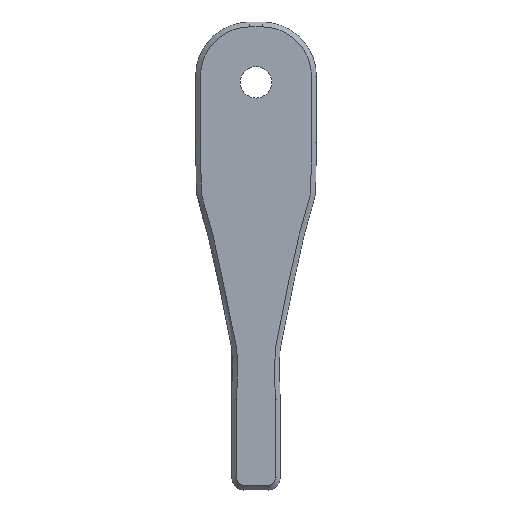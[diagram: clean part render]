
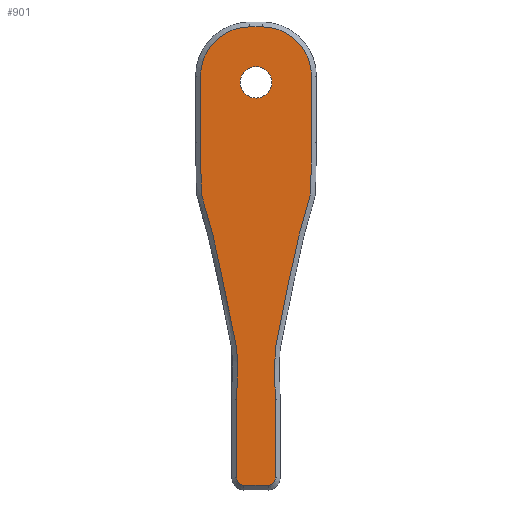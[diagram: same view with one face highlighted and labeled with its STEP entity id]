
A CAD part, top view. The second image highlights one B-rep face of the part: STEP entity #901.
In plain terms, the highlighted planar face has unit normal (0, 0, 1).
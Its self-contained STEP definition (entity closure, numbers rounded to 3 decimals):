
#41=FACE_BOUND('',#183,.T.);
#55=B_SPLINE_CURVE_WITH_KNOTS('',3,(#1860,#1861,#1862,#1863,#1864,#1865,
#1866,#1867,#1868,#1869,#1870,#1871,#1872,#1873,#1874,#1875,#1876,#1877,
#1878,#1879,#1880,#1881,#1882,#1883,#1884),.UNSPECIFIED.,.F.,.F.,(4,1,1,
1,1,1,1,1,1,1,1,1,1,1,1,1,1,1,1,1,1,1,4),(-1.,-0.964,
-0.929,-0.857,-0.821,-0.804,
-0.786,-0.75,-0.732,-0.714,
-0.679,-0.643,-0.607,-0.571,
-0.5,-0.429,-0.357,-0.286,
-0.25,-0.214,-0.143,-0.071,
0.),.UNSPECIFIED.);
#57=B_SPLINE_CURVE_WITH_KNOTS('',3,(#2029,#2030,#2031,#2032,#2033,#2034,
#2035,#2036,#2037,#2038,#2039,#2040,#2041,#2042,#2043,#2044,#2045,#2046,
#2047,#2048,#2049,#2050,#2051,#2052,#2053,#2054,#2055),.UNSPECIFIED.,.F.,
 .F.,(4,1,1,1,1,1,1,1,1,1,1,1,1,1,1,1,1,1,1,1,1,1,1,1,4),(0.,
0.071,0.143,0.214,0.25,
0.286,0.304,0.321,0.33,0.339,
0.357,0.429,0.5,0.571,
0.607,0.643,0.679,0.714,
0.75,0.786,0.821,0.857,
0.929,0.964,1.),.UNSPECIFIED.);
#90=PLANE('',#980);
#126=FACE_OUTER_BOUND('',#182,.T.);
#182=EDGE_LOOP('',(#727,#728,#729,#730,#731,#732,#733,#734,#735,#736,#737,
#738));
#183=EDGE_LOOP('',(#739));
#235=LINE('',#1890,#302);
#239=LINE('',#1902,#306);
#243=LINE('',#1914,#310);
#244=LINE('',#2085,#311);
#250=LINE('',#2100,#317);
#253=LINE('',#2109,#320);
#302=VECTOR('',#1081,10.);
#306=VECTOR('',#1093,10.);
#310=VECTOR('',#1105,10.);
#311=VECTOR('',#1108,10.);
#317=VECTOR('',#1122,10.);
#320=VECTOR('',#1133,10.);
#346=CIRCLE('',#947,2.6);
#350=CIRCLE('',#960,8.2);
#352=CIRCLE('',#964,8.2);
#354=CIRCLE('',#969,1.2);
#356=CIRCLE('',#973,1.2);
#397=VERTEX_POINT('',#1393);
#408=VERTEX_POINT('',#1826);
#411=VERTEX_POINT('',#1858);
#413=VERTEX_POINT('',#1888);
#415=VERTEX_POINT('',#1894);
#417=VERTEX_POINT('',#1900);
#419=VERTEX_POINT('',#1906);
#421=VERTEX_POINT('',#1912);
#423=VERTEX_POINT('',#2024);
#424=VERTEX_POINT('',#2084);
#426=VERTEX_POINT('',#2090);
#428=VERTEX_POINT('',#2096);
#430=VERTEX_POINT('',#2102);
#479=EDGE_CURVE('',#397,#397,#346,.T.);
#502=EDGE_CURVE('',#411,#408,#55,.T.);
#505=EDGE_CURVE('',#413,#411,#235,.T.);
#508=EDGE_CURVE('',#415,#413,#350,.T.);
#511=EDGE_CURVE('',#417,#415,#239,.T.);
#514=EDGE_CURVE('',#419,#417,#352,.T.);
#517=EDGE_CURVE('',#421,#419,#243,.T.);
#519=EDGE_CURVE('',#423,#421,#57,.T.);
#521=EDGE_CURVE('',#408,#424,#244,.T.);
#526=EDGE_CURVE('',#424,#426,#354,.T.);
#529=EDGE_CURVE('',#426,#428,#250,.T.);
#532=EDGE_CURVE('',#428,#430,#356,.T.);
#534=EDGE_CURVE('',#430,#423,#253,.T.);
#727=ORIENTED_EDGE('',*,*,#502,.F.);
#728=ORIENTED_EDGE('',*,*,#505,.F.);
#729=ORIENTED_EDGE('',*,*,#508,.F.);
#730=ORIENTED_EDGE('',*,*,#511,.F.);
#731=ORIENTED_EDGE('',*,*,#514,.F.);
#732=ORIENTED_EDGE('',*,*,#517,.F.);
#733=ORIENTED_EDGE('',*,*,#519,.F.);
#734=ORIENTED_EDGE('',*,*,#534,.F.);
#735=ORIENTED_EDGE('',*,*,#532,.F.);
#736=ORIENTED_EDGE('',*,*,#529,.F.);
#737=ORIENTED_EDGE('',*,*,#526,.F.);
#738=ORIENTED_EDGE('',*,*,#521,.F.);
#739=ORIENTED_EDGE('',*,*,#479,.T.);
#901=ADVANCED_FACE('',(#126,#41),#90,.F.);
#947=AXIS2_PLACEMENT_3D('',#1395,#1044,#1045);
#960=AXIS2_PLACEMENT_3D('',#1896,#1087,#1088);
#964=AXIS2_PLACEMENT_3D('',#1908,#1099,#1100);
#969=AXIS2_PLACEMENT_3D('',#2094,#1116,#1117);
#973=AXIS2_PLACEMENT_3D('',#2106,#1128,#1129);
#980=AXIS2_PLACEMENT_3D('',#2172,#1151,#1152);
#1044=DIRECTION('center_axis',(0.,0.,-1.));
#1045=DIRECTION('ref_axis',(1.,0.,0.));
#1081=DIRECTION('',(0.,-1.,0.));
#1087=DIRECTION('center_axis',(0.,0.,-1.));
#1088=DIRECTION('ref_axis',(0.707,0.707,0.));
#1093=DIRECTION('',(1.,0.,0.));
#1099=DIRECTION('center_axis',(0.,0.,-1.));
#1100=DIRECTION('ref_axis',(-0.707,0.707,0.));
#1105=DIRECTION('',(0.,1.,0.));
#1108=DIRECTION('',(0.,-1.,0.));
#1116=DIRECTION('center_axis',(0.,0.,-1.));
#1117=DIRECTION('ref_axis',(0.707,-0.707,0.));
#1122=DIRECTION('',(-1.,0.,0.));
#1128=DIRECTION('center_axis',(0.,0.,-1.));
#1129=DIRECTION('ref_axis',(-0.707,-0.707,0.));
#1133=DIRECTION('',(0.,1.,0.));
#1151=DIRECTION('center_axis',(0.,0.,-1.));
#1152=DIRECTION('ref_axis',(1.,0.,0.));
#1393=CARTESIAN_POINT('',(-197.662,362.,-26.5));
#1395=CARTESIAN_POINT('Origin',(-195.062,362.,-26.5));
#1826=CARTESIAN_POINT('',(-191.862,309.501,-26.5));
#1858=CARTESIAN_POINT('',(-185.862,352.,-26.5));
#1860=CARTESIAN_POINT('Ctrl Pts',(-185.862,352.,-26.5));
#1861=CARTESIAN_POINT('Ctrl Pts',(-185.862,351.76,-26.5));
#1862=CARTESIAN_POINT('Ctrl Pts',(-185.871,351.071,-26.5));
#1863=CARTESIAN_POINT('Ctrl Pts',(-185.917,349.02,-26.5));
#1864=CARTESIAN_POINT('Ctrl Pts',(-185.962,346.538,-26.5));
#1865=CARTESIAN_POINT('Ctrl Pts',(-185.982,344.937,-26.5));
#1866=CARTESIAN_POINT('Ctrl Pts',(-186.001,344.232,-26.5));
#1867=CARTESIAN_POINT('Ctrl Pts',(-186.033,343.66,-26.5));
#1868=CARTESIAN_POINT('Ctrl Pts',(-186.097,343.206,-26.5));
#1869=CARTESIAN_POINT('Ctrl Pts',(-186.239,342.599,-26.5));
#1870=CARTESIAN_POINT('Ctrl Pts',(-186.436,341.873,-26.5));
#1871=CARTESIAN_POINT('Ctrl Pts',(-186.774,340.747,-26.5));
#1872=CARTESIAN_POINT('Ctrl Pts',(-187.242,339.2,-26.5));
#1873=CARTESIAN_POINT('Ctrl Pts',(-187.674,337.709,-26.5));
#1874=CARTESIAN_POINT('Ctrl Pts',(-188.101,336.055,-26.5));
#1875=CARTESIAN_POINT('Ctrl Pts',(-188.316,334.848,-26.5));
#1876=CARTESIAN_POINT('Ctrl Pts',(-188.642,333.232,-26.5));
#1877=CARTESIAN_POINT('Ctrl Pts',(-189.486,329.675,-26.5));
#1878=CARTESIAN_POINT('Ctrl Pts',(-190.582,324.979,-26.5));
#1879=CARTESIAN_POINT('Ctrl Pts',(-191.312,321.458,-26.5));
#1880=CARTESIAN_POINT('Ctrl Pts',(-191.844,318.447,-26.5));
#1881=CARTESIAN_POINT('Ctrl Pts',(-192.088,315.711,-26.5));
#1882=CARTESIAN_POINT('Ctrl Pts',(-191.934,313.215,-26.5));
#1883=CARTESIAN_POINT('Ctrl Pts',(-191.857,310.978,-26.5));
#1884=CARTESIAN_POINT('Ctrl Pts',(-191.862,309.501,-26.5));
#1888=CARTESIAN_POINT('',(-185.862,363.,-26.5));
#1890=CARTESIAN_POINT('',(-185.862,352.625,-26.5));
#1894=CARTESIAN_POINT('',(-194.062,371.2,-26.5));
#1896=CARTESIAN_POINT('Origin',(-194.062,363.,-26.5));
#1900=CARTESIAN_POINT('',(-196.062,371.2,-26.5));
#1902=CARTESIAN_POINT('',(-200.062,371.2,-26.5));
#1906=CARTESIAN_POINT('',(-204.262,363.,-26.5));
#1908=CARTESIAN_POINT('Origin',(-196.062,363.,-26.5));
#1912=CARTESIAN_POINT('',(-204.262,352.,-26.5));
#1914=CARTESIAN_POINT('',(-204.262,342.625,-26.5));
#2024=CARTESIAN_POINT('',(-198.262,309.501,-26.5));
#2029=CARTESIAN_POINT('Ctrl Pts',(-198.262,309.501,-26.5));
#2030=CARTESIAN_POINT('Ctrl Pts',(-198.267,310.978,-26.5));
#2031=CARTESIAN_POINT('Ctrl Pts',(-198.19,313.214,-26.5));
#2032=CARTESIAN_POINT('Ctrl Pts',(-198.036,315.71,-26.5));
#2033=CARTESIAN_POINT('Ctrl Pts',(-198.281,318.445,-26.5));
#2034=CARTESIAN_POINT('Ctrl Pts',(-198.814,321.459,-26.5));
#2035=CARTESIAN_POINT('Ctrl Pts',(-199.269,323.655,-26.5));
#2036=CARTESIAN_POINT('Ctrl Pts',(-199.671,325.479,-26.5));
#2037=CARTESIAN_POINT('Ctrl Pts',(-199.928,326.609,-26.5));
#2038=CARTESIAN_POINT('Ctrl Pts',(-200.13,327.487,-26.5));
#2039=CARTESIAN_POINT('Ctrl Pts',(-200.328,328.339,-26.5));
#2040=CARTESIAN_POINT('Ctrl Pts',(-200.849,330.561,-26.5));
#2041=CARTESIAN_POINT('Ctrl Pts',(-201.483,333.235,-26.5));
#2042=CARTESIAN_POINT('Ctrl Pts',(-201.809,334.847,-26.5));
#2043=CARTESIAN_POINT('Ctrl Pts',(-202.024,336.055,-26.5));
#2044=CARTESIAN_POINT('Ctrl Pts',(-202.451,337.708,-26.5));
#2045=CARTESIAN_POINT('Ctrl Pts',(-202.883,339.2,-26.5));
#2046=CARTESIAN_POINT('Ctrl Pts',(-203.351,340.746,-26.5));
#2047=CARTESIAN_POINT('Ctrl Pts',(-203.757,342.099,-26.5));
#2048=CARTESIAN_POINT('Ctrl Pts',(-204.013,343.096,-26.5));
#2049=CARTESIAN_POINT('Ctrl Pts',(-204.108,343.766,-26.5));
#2050=CARTESIAN_POINT('Ctrl Pts',(-204.141,344.703,-26.5));
#2051=CARTESIAN_POINT('Ctrl Pts',(-204.162,346.539,-26.5));
#2052=CARTESIAN_POINT('Ctrl Pts',(-204.208,349.019,-26.5));
#2053=CARTESIAN_POINT('Ctrl Pts',(-204.254,351.072,-26.5));
#2054=CARTESIAN_POINT('Ctrl Pts',(-204.262,351.76,-26.5));
#2055=CARTESIAN_POINT('Ctrl Pts',(-204.262,352.,-26.5));
#2084=CARTESIAN_POINT('',(-191.862,296.5,-26.5));
#2085=CARTESIAN_POINT('',(-191.862,321.375,-26.5));
#2090=CARTESIAN_POINT('',(-193.062,295.3,-26.5));
#2094=CARTESIAN_POINT('Origin',(-193.062,296.5,-26.5));
#2096=CARTESIAN_POINT('',(-197.062,295.3,-26.5));
#2100=CARTESIAN_POINT('',(-193.062,295.3,-26.5));
#2102=CARTESIAN_POINT('',(-198.262,296.5,-26.5));
#2106=CARTESIAN_POINT('Origin',(-197.062,296.5,-26.5));
#2109=CARTESIAN_POINT('',(-198.262,313.875,-26.5));
#2172=CARTESIAN_POINT('Origin',(-195.062,333.25,-26.5));
